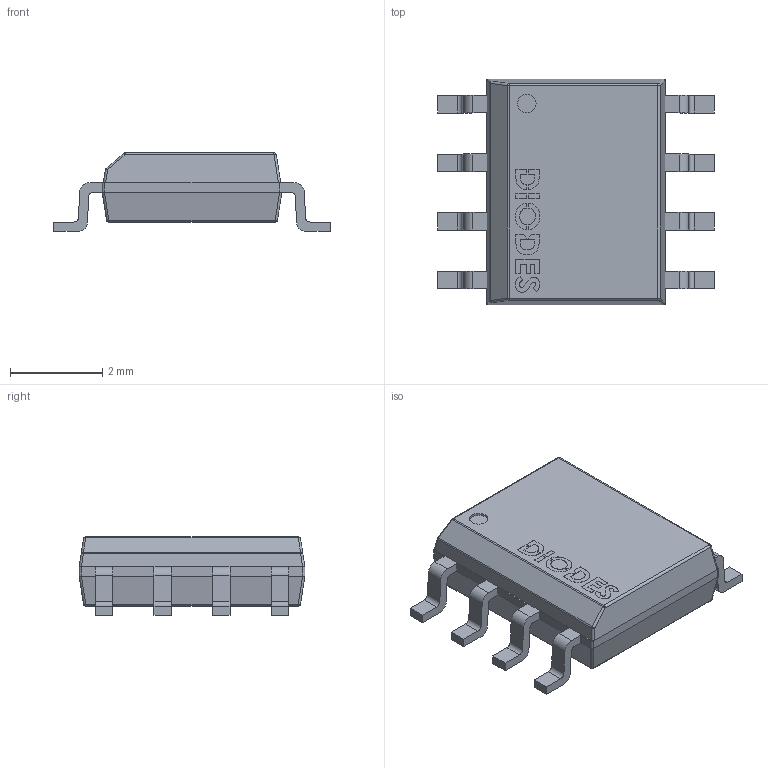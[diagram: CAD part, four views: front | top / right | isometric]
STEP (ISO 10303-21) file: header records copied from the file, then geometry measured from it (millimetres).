
FILE_DESCRIPTION(/* description */ (''),/* implementation_level */ '2;1');
FILE_NAME(/* name */ 'Diodes DMHC3025LSD-13 - SOIC 8 8-SO.stp',/* time_stamp */ '2019-09-22T15:34:38-04:00',/* author */ ('Ricardo'),/* organization */ (''),/* preprocessor_version */ 'ST-DEVELOPER v18',/* originating_system */ 'Autodesk Inventor 2020',/* authorisation */ '');
FILE_SCHEMA (('AUTOMOTIVE_DESIGN { 1 0 10303 214 3 1 1 }'));
Length unit declared in the file: millimetre
Products named in the file (4): STMicroelectronics M41T00M6 - 8-SOIC RTC; body; pins; logo1
Assembly tree (3 placements, depth 2):
  STMicroelectronics M41T00M6 - 8-SOIC RTC
    body
    pins
    logo1
Bounding box: 6 x 4.9 x 1.7 mm (x, y, z)
Volume: 28.1 mm3; surface area: 84.4 mm2
Topology: 18 solids, 18 shells, 319 faces, 782 edges, 500 vertices
Faces by surface type: plane 220, cylinder 56, bspline 33, sphere 10
Full cylindrical faces by diameter (mm): 0.4 x1
Entity records: 9567 total; most frequent: CARTESIAN_POINT 2029, ORIENTED_EDGE 1564, DIRECTION 1420, EDGE_CURVE 782, LINE 598, VECTOR 598, VERTEX_POINT 500, AXIS2_PLACEMENT_3D 411
